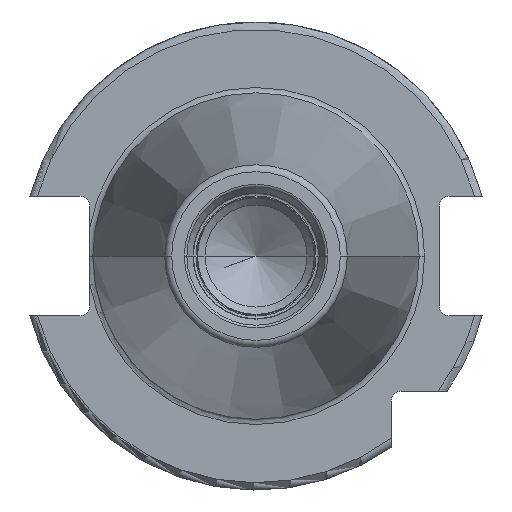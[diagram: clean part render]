
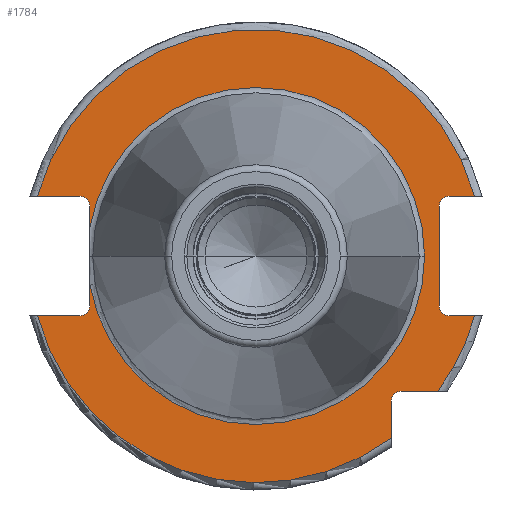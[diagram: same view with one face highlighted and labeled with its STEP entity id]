
A CAD part, left-side view. The second image highlights one B-rep face of the part: STEP entity #1784.
In plain terms, the highlighted planar face has unit normal (-1, 0, 0).
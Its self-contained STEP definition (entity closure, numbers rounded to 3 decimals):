
#105=CARTESIAN_POINT('',(3.2,22.55,-3.842));
#117=CARTESIAN_POINT('',(3.2,0.,0.));
#118=DIRECTION('',(-1.,0.,0.));
#119=DIRECTION('',(0.,0.986,-0.168));
#120=AXIS2_PLACEMENT_3D('',#117,#118,#119);
#135=CARTESIAN_POINT('',(3.2,23.9,-6.75));
#136=DIRECTION('',(1.,0.,0.));
#137=DIRECTION('',(0.,-1.,0.));
#138=AXIS2_PLACEMENT_3D('',#135,#136,#137);
#144=DIRECTION('',(0.,0.,-1.));
#145=VECTOR('',#144,2.908);
#146=CARTESIAN_POINT('',(3.2,22.55,6.75));
#147=LINE('',#146,#145);
#148=DIRECTION('',(0.,-1.,0.));
#149=VECTOR('',#148,5.777);
#150=CARTESIAN_POINT('',(3.2,29.677,8.1));
#151=LINE('',#150,#149);
#152=CARTESIAN_POINT('',(3.2,0.,0.));
#153=DIRECTION('',(1.,0.,0.));
#154=DIRECTION('',(0.,0.965,0.263));
#155=AXIS2_PLACEMENT_3D('',#152,#153,#154);
#157=DIRECTION('',(0.,1.,0.));
#158=VECTOR('',#157,3.477);
#159=CARTESIAN_POINT('',(3.2,-29.677,8.1));
#160=LINE('',#159,#158);
#161=DIRECTION('',(0.,0.,1.));
#162=VECTOR('',#161,13.5);
#163=CARTESIAN_POINT('',(3.2,-24.85,-6.75));
#164=LINE('',#163,#162);
#165=DIRECTION('',(0.,1.,0.));
#166=VECTOR('',#165,3.477);
#167=CARTESIAN_POINT('',(3.2,-29.677,-8.1));
#168=LINE('',#167,#166);
#169=CARTESIAN_POINT('',(3.2,0.,0.));
#170=DIRECTION('',(-1.,0.,0.));
#171=DIRECTION('',(0.,-0.803,-0.597));
#172=AXIS2_PLACEMENT_3D('',#169,#170,#171);
#174=DIRECTION('',(0.,-1.,0.));
#175=VECTOR('',#174,4.99);
#176=CARTESIAN_POINT('',(3.2,-19.7,-18.35));
#177=LINE('',#176,#175);
#178=DIRECTION('',(0.,0.,1.));
#179=VECTOR('',#178,4.99);
#180=CARTESIAN_POINT('',(3.2,-18.35,-24.69));
#181=LINE('',#180,#179);
#182=CARTESIAN_POINT('',(3.2,0.,0.));
#183=DIRECTION('',(-1.,0.,0.));
#184=DIRECTION('',(0.,0.965,-0.263));
#185=AXIS2_PLACEMENT_3D('',#182,#183,#184);
#187=DIRECTION('',(0.,-1.,0.));
#188=VECTOR('',#187,5.777);
#189=CARTESIAN_POINT('',(3.2,29.677,-8.1));
#190=LINE('',#189,#188);
#191=DIRECTION('',(0.,0.,-1.));
#192=VECTOR('',#191,2.908);
#193=CARTESIAN_POINT('',(3.2,22.55,-3.842));
#194=LINE('',#193,#192);
#200=CARTESIAN_POINT('',(3.2,23.9,6.75));
#201=DIRECTION('',(1.,0.,0.));
#202=DIRECTION('',(0.,0.,1.));
#203=AXIS2_PLACEMENT_3D('',#200,#201,#202);
#287=CARTESIAN_POINT('',(3.2,-26.2,6.75));
#288=DIRECTION('',(1.,0.,0.));
#289=DIRECTION('',(0.,1.,0.));
#290=AXIS2_PLACEMENT_3D('',#287,#288,#289);
#305=CARTESIAN_POINT('',(3.2,-26.2,-6.75));
#306=DIRECTION('',(1.,0.,0.));
#307=DIRECTION('',(0.,0.,-1.));
#308=AXIS2_PLACEMENT_3D('',#305,#306,#307);
#430=CARTESIAN_POINT('',(3.2,29.677,-8.1));
#466=CARTESIAN_POINT('',(3.2,-29.677,-8.1));
#772=CARTESIAN_POINT('',(3.2,-19.7,-19.7));
#773=DIRECTION('',(1.,0.,0.));
#774=DIRECTION('',(0.,1.,0.));
#775=AXIS2_PLACEMENT_3D('',#772,#773,#774);
#920=CARTESIAN_POINT('',(3.2,29.677,8.1));
#927=CARTESIAN_POINT('',(3.2,-29.677,8.1));
#1042=CARTESIAN_POINT('',(3.2,22.55,3.842));
#1053=CARTESIAN_POINT('',(3.2,0.,0.));
#1054=DIRECTION('',(1.,0.,0.));
#1055=DIRECTION('',(0.,0.986,0.168));
#1056=AXIS2_PLACEMENT_3D('',#1053,#1054,#1055);
#1276=CARTESIAN_POINT('',(3.2,-22.875,0.));
#1278=VERTEX_POINT('',#1276);
#1418=VERTEX_POINT('',#1042);
#1420=VERTEX_POINT('',#105);
#1423=VERTEX_POINT('',#920);
#1424=VERTEX_POINT('',#927);
#1427=VERTEX_POINT('',#430);
#1428=VERTEX_POINT('',#466);
#1443=CARTESIAN_POINT('',(3.2,-18.35,-24.69));
#1444=VERTEX_POINT('',#1443);
#1446=CARTESIAN_POINT('',(3.2,23.9,-8.1));
#1448=VERTEX_POINT('',#1446);
#1450=CARTESIAN_POINT('',(3.2,22.55,-6.75));
#1452=VERTEX_POINT('',#1450);
#1454=CARTESIAN_POINT('',(3.2,22.55,6.75));
#1456=VERTEX_POINT('',#1454);
#1458=CARTESIAN_POINT('',(3.2,23.9,8.1));
#1460=VERTEX_POINT('',#1458);
#1462=CARTESIAN_POINT('',(3.2,-24.85,-6.75));
#1464=VERTEX_POINT('',#1462);
#1466=CARTESIAN_POINT('',(3.2,-26.2,-8.1));
#1468=VERTEX_POINT('',#1466);
#1470=CARTESIAN_POINT('',(3.2,-26.2,8.1));
#1472=VERTEX_POINT('',#1470);
#1474=CARTESIAN_POINT('',(3.2,-24.85,6.75));
#1476=VERTEX_POINT('',#1474);
#1483=CARTESIAN_POINT('',(3.2,-19.7,-18.35));
#1484=CARTESIAN_POINT('',(3.2,-24.69,-18.35));
#1485=VERTEX_POINT('',#1483);
#1486=VERTEX_POINT('',#1484);
#1487=CARTESIAN_POINT('',(3.2,-18.35,-19.7));
#1488=VERTEX_POINT('',#1487);
#1744=CARTESIAN_POINT('',(3.2,0.,0.));
#1745=DIRECTION('',(1.,0.,0.));
#1746=DIRECTION('',(0.,-1.,0.));
#1747=AXIS2_PLACEMENT_3D('',#1744,#1745,#1746);
#1748=PLANE('',#1747);
#1749=ORIENTED_EDGE('',*,*,#1684,.F.);
#1751=ORIENTED_EDGE('',*,*,#1750,.F.);
#1753=ORIENTED_EDGE('',*,*,#1752,.F.);
#1755=ORIENTED_EDGE('',*,*,#1754,.T.);
#1757=ORIENTED_EDGE('',*,*,#1756,.T.);
#1759=ORIENTED_EDGE('',*,*,#1758,.F.);
#1761=ORIENTED_EDGE('',*,*,#1760,.F.);
#1763=ORIENTED_EDGE('',*,*,#1762,.F.);
#1765=ORIENTED_EDGE('',*,*,#1764,.F.);
#1767=ORIENTED_EDGE('',*,*,#1766,.F.);
#1769=ORIENTED_EDGE('',*,*,#1768,.F.);
#1771=ORIENTED_EDGE('',*,*,#1770,.F.);
#1773=ORIENTED_EDGE('',*,*,#1772,.F.);
#1775=ORIENTED_EDGE('',*,*,#1774,.F.);
#1776=ORIENTED_EDGE('',*,*,#1715,.T.);
#1777=ORIENTED_EDGE('',*,*,#1704,.F.);
#1778=ORIENTED_EDGE('',*,*,#1689,.F.);
#1779=ORIENTED_EDGE('',*,*,#1668,.T.);
#1781=ORIENTED_EDGE('',*,*,#1780,.F.);
#1782=EDGE_LOOP('',(#1749,#1751,#1753,#1755,#1757,#1759,#1761,#1763,#1765,#1767,
#1769,#1771,#1773,#1775,#1776,#1777,#1778,#1779,#1781));
#1783=FACE_OUTER_BOUND('',#1782,.F.);
#1784=ADVANCED_FACE('',(#1783),#1748,.F.);
#121=CIRCLE('',#120,22.875);
#139=CIRCLE('',#138,1.35);
#156=CIRCLE('',#155,30.763);
#173=CIRCLE('',#172,30.763);
#186=CIRCLE('',#185,30.763);
#204=CIRCLE('',#203,1.35);
#291=CIRCLE('',#290,1.35);
#309=CIRCLE('',#308,1.35);
#776=CIRCLE('',#775,1.35);
#1057=CIRCLE('',#1056,22.875);
#1668=EDGE_CURVE('',#1420,#1278,#121,.T.);
#1684=EDGE_CURVE('',#1456,#1418,#147,.T.);
#1689=EDGE_CURVE('',#1420,#1452,#194,.T.);
#1704=EDGE_CURVE('',#1452,#1448,#139,.T.);
#1715=EDGE_CURVE('',#1427,#1448,#190,.T.);
#1750=EDGE_CURVE('',#1460,#1456,#204,.T.);
#1752=EDGE_CURVE('',#1423,#1460,#151,.T.);
#1754=EDGE_CURVE('',#1423,#1424,#156,.T.);
#1756=EDGE_CURVE('',#1424,#1472,#160,.T.);
#1758=EDGE_CURVE('',#1476,#1472,#291,.T.);
#1760=EDGE_CURVE('',#1464,#1476,#164,.T.);
#1762=EDGE_CURVE('',#1468,#1464,#309,.T.);
#1764=EDGE_CURVE('',#1428,#1468,#168,.T.);
#1766=EDGE_CURVE('',#1486,#1428,#173,.T.);
#1768=EDGE_CURVE('',#1485,#1486,#177,.T.);
#1770=EDGE_CURVE('',#1488,#1485,#776,.T.);
#1772=EDGE_CURVE('',#1444,#1488,#181,.T.);
#1774=EDGE_CURVE('',#1427,#1444,#186,.T.);
#1780=EDGE_CURVE('',#1418,#1278,#1057,.T.);
